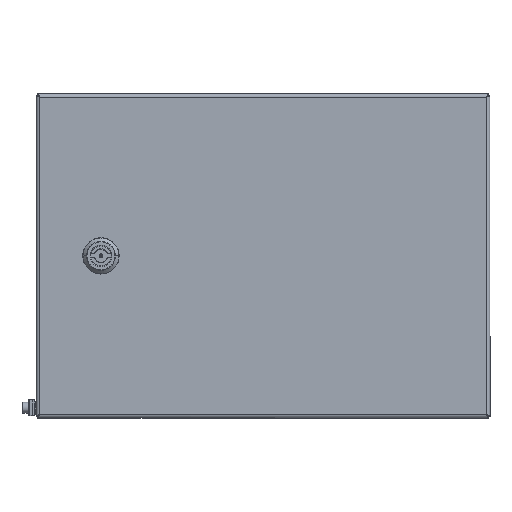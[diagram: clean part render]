
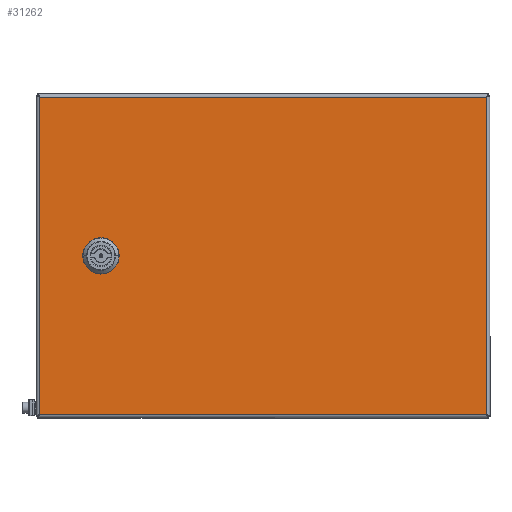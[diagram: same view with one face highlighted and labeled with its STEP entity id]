
A CAD part, top view. The second image highlights one B-rep face of the part: STEP entity #31262.
In plain terms, the highlighted face is planar.
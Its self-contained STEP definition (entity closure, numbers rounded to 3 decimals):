
#56 = DIRECTION ( 'NONE',  ( 0., 0., 1. ) ) ;
#621 = ORIENTED_EDGE ( 'NONE', *, *, #22100, .T. ) ;
#1107 = DIRECTION ( 'NONE',  ( 0., 0., -1. ) ) ;
#1399 = CARTESIAN_POINT ( 'NONE',  ( 119.846, -10., 0. ) ) ;
#1635 = VECTOR ( 'NONE', #34117, 1000. ) ;
#1898 = DIRECTION ( 'NONE',  ( 0., 0., -1. ) ) ;
#2109 = ORIENTED_EDGE ( 'NONE', *, *, #2128, .F. ) ;
#2128 = EDGE_CURVE ( 'NONE', #35106, #18148, #35308, .T. ) ;
#2302 = VERTEX_POINT ( 'NONE', #1399 ) ;
#2362 = VECTOR ( 'NONE', #7042, 1000. ) ;
#2785 = LINE ( 'NONE', #33225, #4603 ) ;
#3719 = LINE ( 'NONE', #3907, #17966 ) ;
#3907 = CARTESIAN_POINT ( 'NONE',  ( -173.743, 122.5, 0. ) ) ;
#4603 = VECTOR ( 'NONE', #16154, 1000. ) ;
#4619 = CARTESIAN_POINT ( 'NONE',  ( 172.5, -122.5, 0. ) ) ;
#4726 = CARTESIAN_POINT ( 'NONE',  ( 130.154, 10., 0. ) ) ;
#5001 = VECTOR ( 'NONE', #13310, 1000. ) ;
#5129 = EDGE_LOOP ( 'NONE', ( #621, #32911, #12640, #32472 ) ) ;
#5265 = CIRCLE ( 'NONE', #22049, 11.25 ) ;
#5578 = CARTESIAN_POINT ( 'NONE',  ( 119.846, 10., 0. ) ) ;
#5645 = ORIENTED_EDGE ( 'NONE', *, *, #32245, .F. ) ;
#6452 = CIRCLE ( 'NONE', #13673, 11.25 ) ;
#6616 = VECTOR ( 'NONE', #12136, 1000. ) ;
#6785 = VERTEX_POINT ( 'NONE', #20520 ) ;
#6918 = CARTESIAN_POINT ( 'NONE',  ( -172.5, 122.5, 0. ) ) ;
#7042 = DIRECTION ( 'NONE',  ( -1., 0., 0. ) ) ;
#7150 = ORIENTED_EDGE ( 'NONE', *, *, #13425, .F. ) ;
#7369 = CARTESIAN_POINT ( 'NONE',  ( 125., 0., 0. ) ) ;
#8471 = CARTESIAN_POINT ( 'NONE',  ( 172.5, 123.743, 0. ) ) ;
#8787 = DIRECTION ( 'NONE',  ( 0., 0., -1. ) ) ;
#8890 = CARTESIAN_POINT ( 'NONE',  ( -172.5, -122.5, 0. ) ) ;
#9022 = EDGE_CURVE ( 'NONE', #18148, #19184, #6452, .T. ) ;
#9296 = CARTESIAN_POINT ( 'NONE',  ( 130.154, -10., 0. ) ) ;
#9354 = ORIENTED_EDGE ( 'NONE', *, *, #28978, .F. ) ;
#10010 = CARTESIAN_POINT ( 'NONE',  ( 135., -5.154, 0. ) ) ;
#10190 = DIRECTION ( 'NONE',  ( -1., 0., 0. ) ) ;
#10350 = ORIENTED_EDGE ( 'NONE', *, *, #35875, .F. ) ;
#10383 = EDGE_CURVE ( 'NONE', #20557, #26797, #26368, .T. ) ;
#10608 = VERTEX_POINT ( 'NONE', #6918 ) ;
#10844 = LINE ( 'NONE', #35413, #2362 ) ;
#11236 = CARTESIAN_POINT ( 'NONE',  ( 172.5, 122.5, 0. ) ) ;
#11414 = CARTESIAN_POINT ( 'NONE',  ( -175., 125., 0. ) ) ;
#12136 = DIRECTION ( 'NONE',  ( -1., 0., 0. ) ) ;
#12266 = CARTESIAN_POINT ( 'NONE',  ( 130.154, 10., 0. ) ) ;
#12629 = VERTEX_POINT ( 'NONE', #4619 ) ;
#12640 = ORIENTED_EDGE ( 'NONE', *, *, #17378, .T. ) ;
#13310 = DIRECTION ( 'NONE',  ( 1., 0., 0. ) ) ;
#13425 = EDGE_CURVE ( 'NONE', #26797, #2302, #36035, .T. ) ;
#13673 = AXIS2_PLACEMENT_3D ( 'NONE', #18163, #1107, #21030 ) ;
#14360 = EDGE_CURVE ( 'NONE', #20809, #12629, #24350, .T. ) ;
#14784 = VERTEX_POINT ( 'NONE', #33372 ) ;
#15213 = EDGE_CURVE ( 'NONE', #31710, #10608, #29761, .T. ) ;
#15509 = VECTOR ( 'NONE', #30302, 1000. ) ;
#16154 = DIRECTION ( 'NONE',  ( 0., -1., 0. ) ) ;
#16371 = CARTESIAN_POINT ( 'NONE',  ( -172.5, -123.743, 0. ) ) ;
#16389 = LINE ( 'NONE', #33148, #15509 ) ;
#17110 = PLANE ( 'NONE',  #28921 ) ;
#17378 = EDGE_CURVE ( 'NONE', #10608, #20809, #3719, .T. ) ;
#17641 = CARTESIAN_POINT ( 'NONE',  ( 135., 5.154, 0. ) ) ;
#17757 = EDGE_CURVE ( 'NONE', #19184, #20557, #2785, .T. ) ;
#17966 = VECTOR ( 'NONE', #26572, 1000. ) ;
#18148 = VERTEX_POINT ( 'NONE', #12266 ) ;
#18163 = CARTESIAN_POINT ( 'NONE',  ( 125., 0., 0. ) ) ;
#18960 = CARTESIAN_POINT ( 'NONE',  ( 125., 0., 0. ) ) ;
#19184 = VERTEX_POINT ( 'NONE', #17641 ) ;
#20003 = DIRECTION ( 'NONE',  ( 1., 0., 0. ) ) ;
#20520 = CARTESIAN_POINT ( 'NONE',  ( 115., 5.154, 0. ) ) ;
#20557 = VERTEX_POINT ( 'NONE', #10010 ) ;
#20728 = AXIS2_PLACEMENT_3D ( 'NONE', #18960, #1898, #21835 ) ;
#20809 = VERTEX_POINT ( 'NONE', #11236 ) ;
#21030 = DIRECTION ( 'NONE',  ( -1., 0., 0. ) ) ;
#21835 = DIRECTION ( 'NONE',  ( -1., 0., 0. ) ) ;
#22049 = AXIS2_PLACEMENT_3D ( 'NONE', #7369, #27252, #10190 ) ;
#22100 = EDGE_CURVE ( 'NONE', #12629, #31710, #10844, .T. ) ;
#22551 = ORIENTED_EDGE ( 'NONE', *, *, #9022, .F. ) ;
#22898 = CIRCLE ( 'NONE', #20728, 11.25 ) ;
#23047 = VECTOR ( 'NONE', #36337, 1000. ) ;
#24350 = LINE ( 'NONE', #8471, #1635 ) ;
#24510 = FACE_OUTER_BOUND ( 'NONE', #5129, .T. ) ;
#25015 = ORIENTED_EDGE ( 'NONE', *, *, #17757, .F. ) ;
#25605 = EDGE_LOOP ( 'NONE', ( #7150, #29112, #25015, #22551, #2109, #5645, #10350, #9354 ) ) ;
#25821 = CARTESIAN_POINT ( 'NONE',  ( 125., 0., 0. ) ) ;
#26368 = CIRCLE ( 'NONE', #27601, 11.25 ) ;
#26572 = DIRECTION ( 'NONE',  ( 1., 0., 0. ) ) ;
#26797 = VERTEX_POINT ( 'NONE', #35134 ) ;
#27189 = FACE_BOUND ( 'NONE', #25605, .T. ) ;
#27252 = DIRECTION ( 'NONE',  ( 0., 0., -1. ) ) ;
#27601 = AXIS2_PLACEMENT_3D ( 'NONE', #25821, #8787, #28716 ) ;
#28716 = DIRECTION ( 'NONE',  ( -1., 0., 0. ) ) ;
#28921 = AXIS2_PLACEMENT_3D ( 'NONE', #11414, #56, #20003 ) ;
#28978 = EDGE_CURVE ( 'NONE', #2302, #14784, #22898, .T. ) ;
#29112 = ORIENTED_EDGE ( 'NONE', *, *, #10383, .F. ) ;
#29761 = LINE ( 'NONE', #16371, #23047 ) ;
#30302 = DIRECTION ( 'NONE',  ( 0., 1., 0. ) ) ;
#31262 = ADVANCED_FACE ( 'NONE', ( #27189, #24510 ), #17110, .F. ) ;
#31710 = VERTEX_POINT ( 'NONE', #8890 ) ;
#32245 = EDGE_CURVE ( 'NONE', #6785, #35106, #5265, .T. ) ;
#32472 = ORIENTED_EDGE ( 'NONE', *, *, #14360, .T. ) ;
#32911 = ORIENTED_EDGE ( 'NONE', *, *, #15213, .T. ) ;
#33148 = CARTESIAN_POINT ( 'NONE',  ( 115., 5.154, 0. ) ) ;
#33225 = CARTESIAN_POINT ( 'NONE',  ( 135., 5.154, 0. ) ) ;
#33372 = CARTESIAN_POINT ( 'NONE',  ( 115., -5.154, 0. ) ) ;
#34117 = DIRECTION ( 'NONE',  ( 0., -1., 0. ) ) ;
#35106 = VERTEX_POINT ( 'NONE', #5578 ) ;
#35134 = CARTESIAN_POINT ( 'NONE',  ( 130.154, -10., 0. ) ) ;
#35308 = LINE ( 'NONE', #4726, #5001 ) ;
#35413 = CARTESIAN_POINT ( 'NONE',  ( 173.743, -122.5, 0. ) ) ;
#35875 = EDGE_CURVE ( 'NONE', #14784, #6785, #16389, .T. ) ;
#36035 = LINE ( 'NONE', #9296, #6616 ) ;
#36337 = DIRECTION ( 'NONE',  ( 0., 1., 0. ) ) ;
